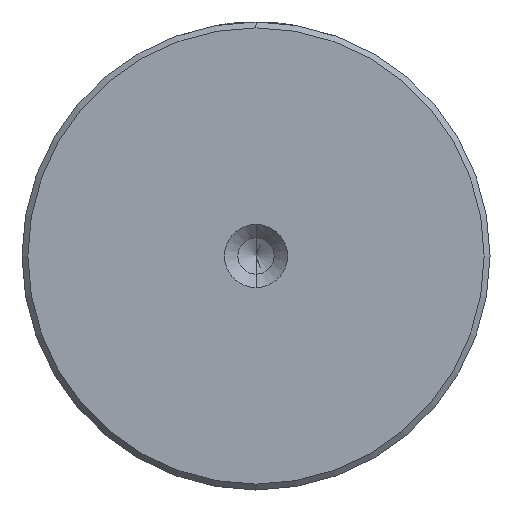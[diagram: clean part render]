
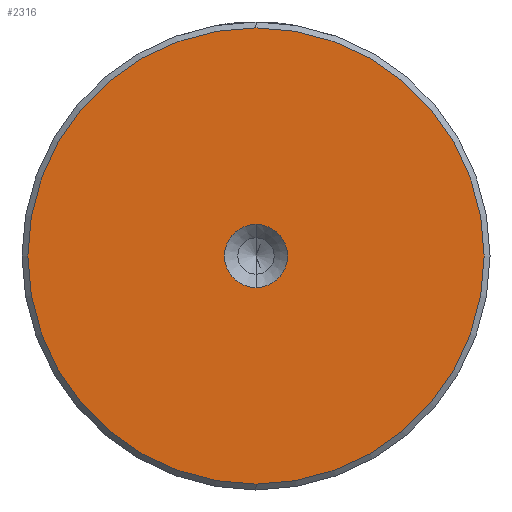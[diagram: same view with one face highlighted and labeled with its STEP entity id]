
A CAD part, left-side view. The second image highlights one B-rep face of the part: STEP entity #2316.
In plain terms, the highlighted planar face has unit normal (-1, 0, 0).
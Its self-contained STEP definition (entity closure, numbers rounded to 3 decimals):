
#47 = AXIS2_PLACEMENT_3D ( 'NONE', #2425, #1140, #1696 ) ;
#84 = ORIENTED_EDGE ( 'NONE', *, *, #1440, .T. ) ;
#89 = AXIS2_PLACEMENT_3D ( 'NONE', #347, #139, #120 ) ;
#120 = DIRECTION ( 'NONE',  ( 0., 0., 1. ) ) ;
#139 = DIRECTION ( 'NONE',  ( -1., 0., 0. ) ) ;
#245 = ORIENTED_EDGE ( 'NONE', *, *, #944, .F. ) ;
#347 = CARTESIAN_POINT ( 'NONE',  ( 0., 0., 0. ) ) ;
#372 = AXIS2_PLACEMENT_3D ( 'NONE', #2190, #2184, #2019 ) ;
#381 = CIRCLE ( 'NONE', #89, 2.7 ) ;
#395 = PLANE ( 'NONE',  #47 ) ;
#396 = CARTESIAN_POINT ( 'NONE',  ( 0., 0., 0. ) ) ;
#463 = EDGE_LOOP ( 'NONE', ( #84, #2273 ) ) ;
#486 = FACE_OUTER_BOUND ( 'NONE', #463, .T. ) ;
#505 = EDGE_CURVE ( 'NONE', #1299, #2389, #381, .T. ) ;
#584 = DIRECTION ( 'NONE',  ( 0., 0., 1. ) ) ;
#604 = EDGE_CURVE ( 'NONE', #2245, #1134, #2412, .T. ) ;
#944 = EDGE_CURVE ( 'NONE', #2389, #1299, #1289, .T. ) ;
#1082 = DIRECTION ( 'NONE',  ( -1., 0., 0. ) ) ;
#1134 = VERTEX_POINT ( 'NONE', #1996 ) ;
#1140 = DIRECTION ( 'NONE',  ( -1., 0., 0. ) ) ;
#1152 = CARTESIAN_POINT ( 'NONE',  ( 0., 0., 2.7 ) ) ;
#1289 = CIRCLE ( 'NONE', #2075, 2.7 ) ;
#1299 = VERTEX_POINT ( 'NONE', #1152 ) ;
#1394 = ORIENTED_EDGE ( 'NONE', *, *, #505, .F. ) ;
#1440 = EDGE_CURVE ( 'NONE', #1134, #2245, #1578, .T. ) ;
#1578 = CIRCLE ( 'NONE', #1886, 19.5 ) ;
#1696 = DIRECTION ( 'NONE',  ( 0., 0., 1. ) ) ;
#1697 = DIRECTION ( 'NONE',  ( -1., 0., 0. ) ) ;
#1886 = AXIS2_PLACEMENT_3D ( 'NONE', #396, #1697, #584 ) ;
#1917 = FACE_BOUND ( 'NONE', #2428, .T. ) ;
#1996 = CARTESIAN_POINT ( 'NONE',  ( 0., 0., -19.5 ) ) ;
#2019 = DIRECTION ( 'NONE',  ( 0., 0., 1. ) ) ;
#2075 = AXIS2_PLACEMENT_3D ( 'NONE', #2177, #1082, #2362 ) ;
#2177 = CARTESIAN_POINT ( 'NONE',  ( 0., 0., 0. ) ) ;
#2184 = DIRECTION ( 'NONE',  ( -1., 0., 0. ) ) ;
#2190 = CARTESIAN_POINT ( 'NONE',  ( 0., 0., 0. ) ) ;
#2245 = VERTEX_POINT ( 'NONE', #2403 ) ;
#2269 = CARTESIAN_POINT ( 'NONE',  ( 0., 0., -2.7 ) ) ;
#2273 = ORIENTED_EDGE ( 'NONE', *, *, #604, .T. ) ;
#2316 = ADVANCED_FACE ( 'NONE', ( #486, #1917 ), #395, .T. ) ;
#2362 = DIRECTION ( 'NONE',  ( 0., 0., 1. ) ) ;
#2389 = VERTEX_POINT ( 'NONE', #2269 ) ;
#2403 = CARTESIAN_POINT ( 'NONE',  ( 0., 0., 19.5 ) ) ;
#2412 = CIRCLE ( 'NONE', #372, 19.5 ) ;
#2425 = CARTESIAN_POINT ( 'NONE',  ( 0., 0., 0. ) ) ;
#2428 = EDGE_LOOP ( 'NONE', ( #1394, #245 ) ) ;
